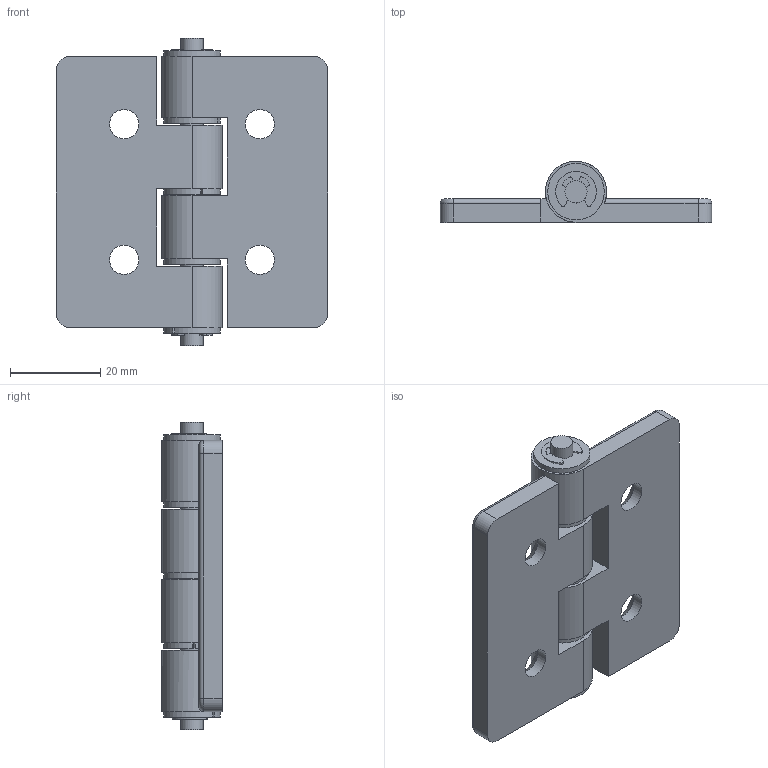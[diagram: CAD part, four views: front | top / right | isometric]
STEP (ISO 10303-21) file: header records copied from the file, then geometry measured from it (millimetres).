
FILE_DESCRIPTION(/* description */ (''),/* implementation_level */ '2;1');
FILE_NAME(/* name */ 'HSA6060.stp',/* time_stamp */ '2024-06-26T13:38:01+09:00',/* author */ ('user'),/* organization */ (''),/* preprocessor_version */ 'ST-DEVELOPER v15.6',/* originating_system */ 'Autodesk Inventor 2015',/* authorisation */ '');
FILE_SCHEMA (('AUTOMOTIVE_DESIGN { 1 0 10303 214 3 1 1 }'));
Length unit declared in the file: millimetre
Products named in the file (6): HSA6060; HSA6060RING; HSA6060W1; HSA6060_W2; HSA6060ERING
Bounding box: 60 x 13.48 x 68 mm (x, y, z)
Volume: 23299.8 mm3; surface area: 15747 mm2
Topology: 10 solids, 10 shells, 129 faces, 319 edges, 210 vertices
Faces by surface type: cylinder 61, plane 60, torus 4, cone 4
Full cylindrical faces by diameter (mm): 4.9 x1, 5 x5, 6.5 x4, 12.5 x1
Entity records: 1939 total; most frequent: DIRECTION 347, CARTESIAN_POINT 314, ORIENTED_EDGE 270, AXIS2_PLACEMENT_3D 137, EDGE_CURVE 135, VERTEX_POINT 94, EDGE_LOOP 79, LINE 73
